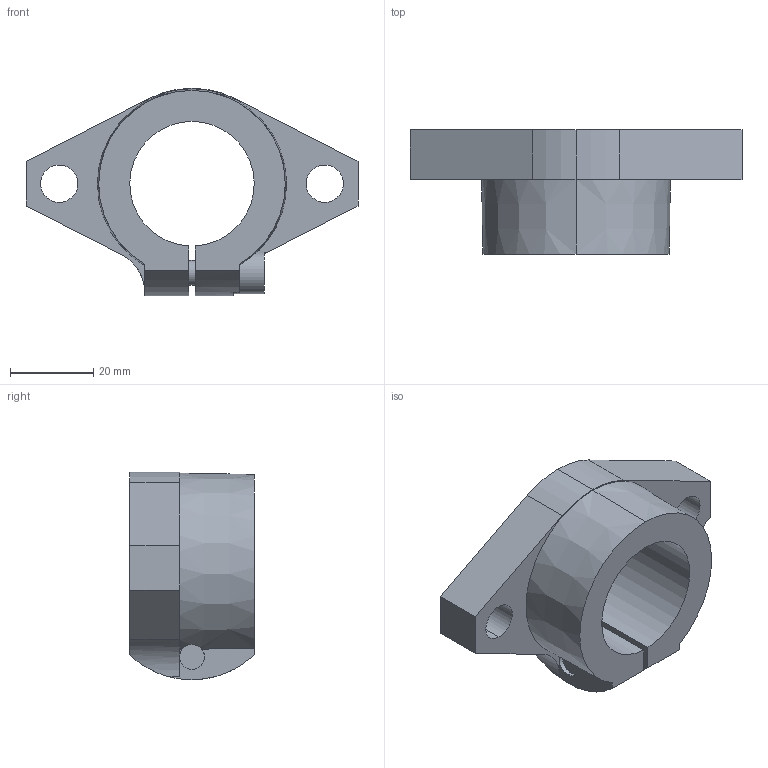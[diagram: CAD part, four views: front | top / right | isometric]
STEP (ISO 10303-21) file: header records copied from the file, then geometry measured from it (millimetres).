
FILE_DESCRIPTION (( 'STEP AP203' ), '1' );
FILE_NAME ('SMYHF30_203.STEP', '2013-01-06T09:57:08', ( 'guan-li' ), ( '' ), 'SwSTEP 2.0', 'SolidWorks 2007', '' );
FILE_SCHEMA (( 'CONFIG_CONTROL_DESIGN' ));
Length unit declared in the file: millimetre
Products named in the file (1): SMYHF30_203
Bounding box: 80 x 30 x 50 mm (x, y, z)
Volume: 37970.9 mm3; surface area: 12787.3 mm2
Topology: 1 solids, 1 shells, 51 faces, 140 edges, 93 vertices
Faces by surface type: plane 27, cylinder 22, cone 2
Entity records: 1805 total; most frequent: CARTESIAN_POINT 388, DIRECTION 283, ORIENTED_EDGE 280, EDGE_CURVE 140, AXIS2_PLACEMENT_3D 102, VERTEX_POINT 93, VECTOR 79, LINE 79
